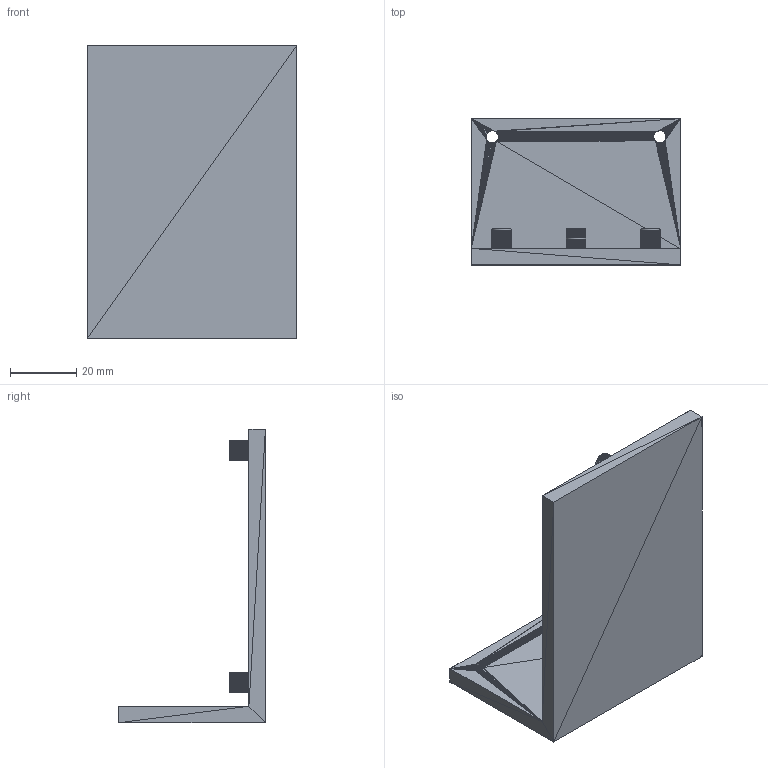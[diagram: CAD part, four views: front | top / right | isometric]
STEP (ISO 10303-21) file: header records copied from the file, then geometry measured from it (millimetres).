
FILE_DESCRIPTION(('FreeCAD Model'),'2;1');
FILE_NAME('l_mount.step','2015-09-10T21:46:08',('Author'),(''), 'Open CASCADE STEP processor 6.8','FreeCAD','Unknown');
FILE_SCHEMA(('AUTOMOTIVE_DESIGN_CC2 { 1 2 10303 214 -1 1 5 4 }'));
Products named in the file (1): Shape
Bounding box: 63.5 x 44.45 x 88.9 mm (x, y, z)
Volume: 41106 mm3; surface area: 18738.3 mm2
Topology: 1 solids, 1 shells, 1580 faces, 2370 edges, 788 vertices
Faces by surface type: plane 1580
Entity records: 59275 total; most frequent: CARTESIAN_POINT 11849, DIRECTION 7902, ORIENTED_EDGE 4740, LINE 4740, VECTOR 4740, PCURVE 4740, DEFINITIONAL_REPRESENTATION 4740, EDGE_CURVE 2370
